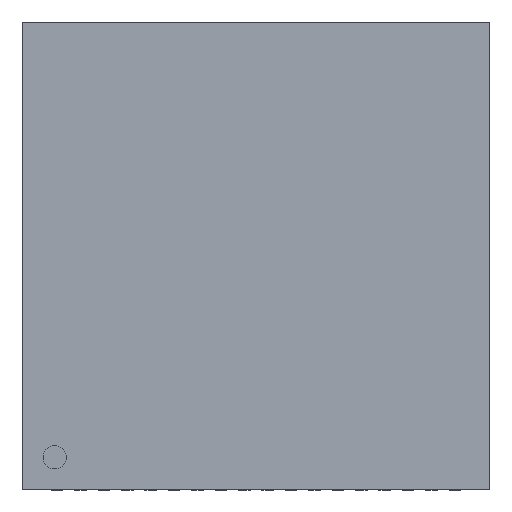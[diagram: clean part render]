
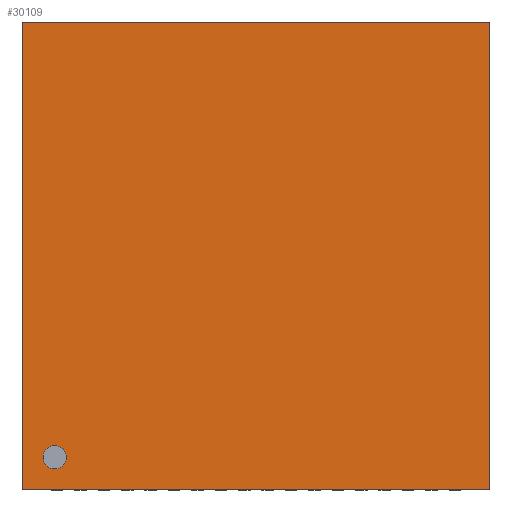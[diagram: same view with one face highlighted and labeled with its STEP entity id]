
A CAD part, top view. The second image highlights one B-rep face of the part: STEP entity #30109.
In plain terms, the highlighted planar face has unit normal (0, 0, 1).
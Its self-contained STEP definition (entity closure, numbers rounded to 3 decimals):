
#310 = PLANE('',#311);
#311 = AXIS2_PLACEMENT_3D('',#312,#313,#314);
#312 = CARTESIAN_POINT('',(-4.99,-4.99,0.02));
#313 = DIRECTION('',(1.,0.,0.));
#314 = DIRECTION('',(0.,0.,1.));
#338 = PLANE('',#339);
#339 = AXIS2_PLACEMENT_3D('',#340,#341,#342);
#340 = CARTESIAN_POINT('',(-4.99,-4.99,0.02));
#341 = DIRECTION('',(0.,1.,0.));
#342 = DIRECTION('',(0.,0.,1.));
#2346 = PLANE('',#2347);
#2347 = AXIS2_PLACEMENT_3D('',#2348,#2349,#2350);
#2348 = CARTESIAN_POINT('',(4.99,-4.99,0.02));
#2349 = DIRECTION('',(1.,0.,0.));
#2350 = DIRECTION('',(0.,0.,1.));
#4354 = PLANE('',#4355);
#4355 = AXIS2_PLACEMENT_3D('',#4356,#4357,#4358);
#4356 = CARTESIAN_POINT('',(-4.99,4.99,0.02));
#4357 = DIRECTION('',(0.,1.,0.));
#4358 = DIRECTION('',(0.,0.,1.));
#8456 = EDGE_CURVE('',#8457,#8459,#8461,.T.);
#8457 = VERTEX_POINT('',#8458);
#8458 = CARTESIAN_POINT('',(-4.99,-4.99,0.77));
#8459 = VERTEX_POINT('',#8460);
#8460 = CARTESIAN_POINT('',(-4.99,4.99,0.77));
#8461 = SURFACE_CURVE('',#8462,(#8466,#8473),.PCURVE_S1.);
#8462 = LINE('',#8463,#8464);
#8463 = CARTESIAN_POINT('',(-4.99,-4.99,0.77));
#8464 = VECTOR('',#8465,1.);
#8465 = DIRECTION('',(0.,1.,0.));
#8466 = PCURVE('',#310,#8467);
#8467 = DEFINITIONAL_REPRESENTATION('',(#8468),#8472);
#8468 = LINE('',#8469,#8470);
#8469 = CARTESIAN_POINT('',(0.75,0.));
#8470 = VECTOR('',#8471,1.);
#8471 = DIRECTION('',(0.,-1.));
#8472 = ( GEOMETRIC_REPRESENTATION_CONTEXT(2)
PARAMETRIC_REPRESENTATION_CONTEXT() REPRESENTATION_CONTEXT('2D SPACE',''
) );
#8473 = PCURVE('',#8474,#8479);
#8474 = PLANE('',#8475);
#8475 = AXIS2_PLACEMENT_3D('',#8476,#8477,#8478);
#8476 = CARTESIAN_POINT('',(-4.99,-4.99,0.77));
#8477 = DIRECTION('',(0.,0.,1.));
#8478 = DIRECTION('',(1.,0.,0.));
#8479 = DEFINITIONAL_REPRESENTATION('',(#8480),#8484);
#8480 = LINE('',#8481,#8482);
#8481 = CARTESIAN_POINT('',(0.,0.));
#8482 = VECTOR('',#8483,1.);
#8483 = DIRECTION('',(0.,1.));
#8484 = ( GEOMETRIC_REPRESENTATION_CONTEXT(2)
PARAMETRIC_REPRESENTATION_CONTEXT() REPRESENTATION_CONTEXT('2D SPACE',''
) );
#13898 = EDGE_CURVE('',#8459,#13899,#13901,.T.);
#13899 = VERTEX_POINT('',#13900);
#13900 = CARTESIAN_POINT('',(4.99,4.99,0.77));
#13901 = SURFACE_CURVE('',#13902,(#13906,#13913),.PCURVE_S1.);
#13902 = LINE('',#13903,#13904);
#13903 = CARTESIAN_POINT('',(-4.99,4.99,0.77));
#13904 = VECTOR('',#13905,1.);
#13905 = DIRECTION('',(1.,0.,0.));
#13906 = PCURVE('',#4354,#13907);
#13907 = DEFINITIONAL_REPRESENTATION('',(#13908),#13912);
#13908 = LINE('',#13909,#13910);
#13909 = CARTESIAN_POINT('',(0.75,0.));
#13910 = VECTOR('',#13911,1.);
#13911 = DIRECTION('',(0.,1.));
#13912 = ( GEOMETRIC_REPRESENTATION_CONTEXT(2)
PARAMETRIC_REPRESENTATION_CONTEXT() REPRESENTATION_CONTEXT('2D SPACE',''
) );
#13913 = PCURVE('',#8474,#13914);
#13914 = DEFINITIONAL_REPRESENTATION('',(#13915),#13919);
#13915 = LINE('',#13916,#13917);
#13916 = CARTESIAN_POINT('',(0.,9.98));
#13917 = VECTOR('',#13918,1.);
#13918 = DIRECTION('',(1.,0.));
#13919 = ( GEOMETRIC_REPRESENTATION_CONTEXT(2)
PARAMETRIC_REPRESENTATION_CONTEXT() REPRESENTATION_CONTEXT('2D SPACE',''
) );
#19309 = EDGE_CURVE('',#19310,#13899,#19312,.T.);
#19310 = VERTEX_POINT('',#19311);
#19311 = CARTESIAN_POINT('',(4.99,-4.99,0.77));
#19312 = SURFACE_CURVE('',#19313,(#19317,#19324),.PCURVE_S1.);
#19313 = LINE('',#19314,#19315);
#19314 = CARTESIAN_POINT('',(4.99,-4.99,0.77));
#19315 = VECTOR('',#19316,1.);
#19316 = DIRECTION('',(0.,1.,0.));
#19317 = PCURVE('',#2346,#19318);
#19318 = DEFINITIONAL_REPRESENTATION('',(#19319),#19323);
#19319 = LINE('',#19320,#19321);
#19320 = CARTESIAN_POINT('',(0.75,0.));
#19321 = VECTOR('',#19322,1.);
#19322 = DIRECTION('',(0.,-1.));
#19323 = ( GEOMETRIC_REPRESENTATION_CONTEXT(2)
PARAMETRIC_REPRESENTATION_CONTEXT() REPRESENTATION_CONTEXT('2D SPACE',''
) );
#19324 = PCURVE('',#8474,#19325);
#19325 = DEFINITIONAL_REPRESENTATION('',(#19326),#19330);
#19326 = LINE('',#19327,#19328);
#19327 = CARTESIAN_POINT('',(9.98,0.));
#19328 = VECTOR('',#19329,1.);
#19329 = DIRECTION('',(0.,1.));
#19330 = ( GEOMETRIC_REPRESENTATION_CONTEXT(2)
PARAMETRIC_REPRESENTATION_CONTEXT() REPRESENTATION_CONTEXT('2D SPACE',''
) );
#24724 = EDGE_CURVE('',#8457,#19310,#24725,.T.);
#24725 = SURFACE_CURVE('',#24726,(#24730,#24737),.PCURVE_S1.);
#24726 = LINE('',#24727,#24728);
#24727 = CARTESIAN_POINT('',(-4.99,-4.99,0.77));
#24728 = VECTOR('',#24729,1.);
#24729 = DIRECTION('',(1.,0.,0.));
#24730 = PCURVE('',#338,#24731);
#24731 = DEFINITIONAL_REPRESENTATION('',(#24732),#24736);
#24732 = LINE('',#24733,#24734);
#24733 = CARTESIAN_POINT('',(0.75,0.));
#24734 = VECTOR('',#24735,1.);
#24735 = DIRECTION('',(0.,1.));
#24736 = ( GEOMETRIC_REPRESENTATION_CONTEXT(2)
PARAMETRIC_REPRESENTATION_CONTEXT() REPRESENTATION_CONTEXT('2D SPACE',''
) );
#24737 = PCURVE('',#8474,#24738);
#24738 = DEFINITIONAL_REPRESENTATION('',(#24739),#24743);
#24739 = LINE('',#24740,#24741);
#24740 = CARTESIAN_POINT('',(0.,0.));
#24741 = VECTOR('',#24742,1.);
#24742 = DIRECTION('',(1.,0.));
#24743 = ( GEOMETRIC_REPRESENTATION_CONTEXT(2)
PARAMETRIC_REPRESENTATION_CONTEXT() REPRESENTATION_CONTEXT('2D SPACE',''
) );
#30109 = ADVANCED_FACE('',(#30110,#30116),#8474,.T.);
#30110 = FACE_BOUND('',#30111,.T.);
#30111 = EDGE_LOOP('',(#30112,#30113,#30114,#30115));
#30112 = ORIENTED_EDGE('',*,*,#8456,.F.);
#30113 = ORIENTED_EDGE('',*,*,#24724,.T.);
#30114 = ORIENTED_EDGE('',*,*,#19309,.T.);
#30115 = ORIENTED_EDGE('',*,*,#13898,.F.);
#30116 = FACE_BOUND('',#30117,.T.);
#30117 = EDGE_LOOP('',(#30118));
#30118 = ORIENTED_EDGE('',*,*,#30119,.T.);
#30119 = EDGE_CURVE('',#30120,#30120,#30122,.T.);
#30120 = VERTEX_POINT('',#30121);
#30121 = CARTESIAN_POINT('',(-4.05,-4.3,0.77));
#30122 = SURFACE_CURVE('',#30123,(#30128,#30139),.PCURVE_S1.);
#30123 = CIRCLE('',#30124,0.25);
#30124 = AXIS2_PLACEMENT_3D('',#30125,#30126,#30127);
#30125 = CARTESIAN_POINT('',(-4.3,-4.3,0.77));
#30126 = DIRECTION('',(0.,0.,-1.));
#30127 = DIRECTION('',(1.,0.,0.));
#30128 = PCURVE('',#8474,#30129);
#30129 = DEFINITIONAL_REPRESENTATION('',(#30130),#30138);
#30130 = ( BOUNDED_CURVE() B_SPLINE_CURVE(2,(#30131,#30132,#30133,#30134
,#30135,#30136,#30137),.UNSPECIFIED.,.T.,.F.)
B_SPLINE_CURVE_WITH_KNOTS((1,2,2,2,2,1),(-2.094,0.,
2.094,4.189,6.283,8.378),
.UNSPECIFIED.) CURVE() GEOMETRIC_REPRESENTATION_ITEM()
RATIONAL_B_SPLINE_CURVE((1.,0.5,1.,0.5,1.,0.5,1.)) REPRESENTATION_ITEM(
'') );
#30131 = CARTESIAN_POINT('',(0.94,0.69));
#30132 = CARTESIAN_POINT('',(0.94,0.257));
#30133 = CARTESIAN_POINT('',(0.565,0.473));
#30134 = CARTESIAN_POINT('',(0.19,0.69));
#30135 = CARTESIAN_POINT('',(0.565,0.907));
#30136 = CARTESIAN_POINT('',(0.94,1.123));
#30137 = CARTESIAN_POINT('',(0.94,0.69));
#30138 = ( GEOMETRIC_REPRESENTATION_CONTEXT(2)
PARAMETRIC_REPRESENTATION_CONTEXT() REPRESENTATION_CONTEXT('2D SPACE',''
) );
#30139 = PCURVE('',#30140,#30145);
#30140 = CYLINDRICAL_SURFACE('',#30141,0.25);
#30141 = AXIS2_PLACEMENT_3D('',#30142,#30143,#30144);
#30142 = CARTESIAN_POINT('',(-4.3,-4.3,0.78));
#30143 = DIRECTION('',(-0.,-0.,-1.));
#30144 = DIRECTION('',(1.,0.,0.));
#30145 = DEFINITIONAL_REPRESENTATION('',(#30146),#30150);
#30146 = LINE('',#30147,#30148);
#30147 = CARTESIAN_POINT('',(-6.283,0.01));
#30148 = VECTOR('',#30149,1.);
#30149 = DIRECTION('',(1.,-0.));
#30150 = ( GEOMETRIC_REPRESENTATION_CONTEXT(2)
PARAMETRIC_REPRESENTATION_CONTEXT() REPRESENTATION_CONTEXT('2D SPACE',''
) );
